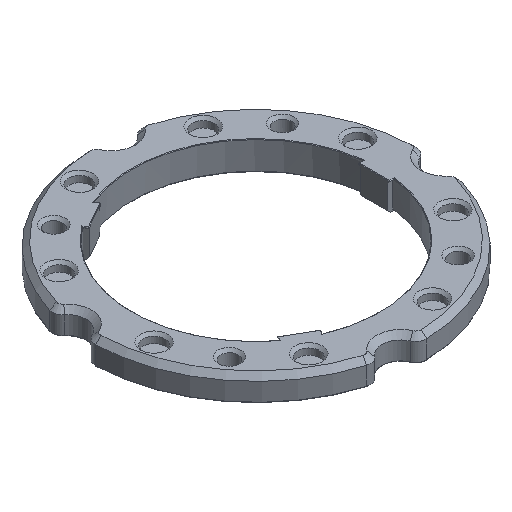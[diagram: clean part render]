
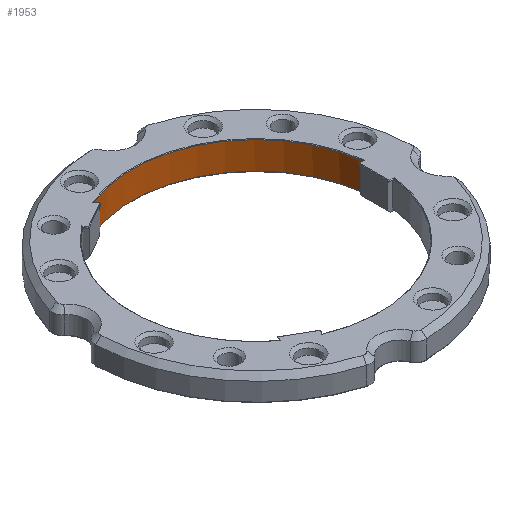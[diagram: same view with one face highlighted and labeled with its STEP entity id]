
A CAD part, isometric view. The second image highlights one B-rep face of the part: STEP entity #1953.
In plain terms, the highlighted cylindrical face has radius 23.2 mm (diameter 46.4 mm), a partial arc.
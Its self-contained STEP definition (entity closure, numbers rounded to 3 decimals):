
#29=ELLIPSE('',#2170,32.81,23.2);
#30=ELLIPSE('',#2171,32.81,23.2);
#39=B_SPLINE_CURVE_WITH_KNOTS('',3,(#3284,#3285,#3286,#3287,#3288,#3289,
#3290,#3291),.UNSPECIFIED.,.F.,.F.,(4,2,2,4),(0.03,0.034,
0.038,0.038),.UNSPECIFIED.);
#41=B_SPLINE_CURVE_WITH_KNOTS('',3,(#3405,#3406,#3407,#3408,#3409,#3410,
#3411,#3412),.UNSPECIFIED.,.F.,.F.,(4,2,2,4),(0.023,0.023,
0.026,0.03),.UNSPECIFIED.);
#79=CYLINDRICAL_SURFACE('',#2169,23.2);
#194=FACE_OUTER_BOUND('',#331,.T.);
#331=EDGE_LOOP('',(#1531,#1532,#1533,#1534,#1535,#1536,#1537,#1538));
#445=LINE('',#3320,#562);
#480=LINE('',#3463,#597);
#562=VECTOR('',#2537,10.);
#597=VECTOR('',#2622,10.);
#709=CIRCLE('',#2126,23.2);
#718=CIRCLE('',#2167,23.2);
#864=VERTEX_POINT('',#3246);
#865=VERTEX_POINT('',#3261);
#868=VERTEX_POINT('',#3282);
#878=VERTEX_POINT('',#3315);
#879=VERTEX_POINT('',#3319);
#907=VERTEX_POINT('',#3404);
#914=VERTEX_POINT('',#3460);
#915=VERTEX_POINT('',#3462);
#1067=EDGE_CURVE('',#865,#864,#709,.T.);
#1071=EDGE_CURVE('',#865,#868,#39,.T.);
#1084=EDGE_CURVE('',#878,#879,#445,.T.);
#1122=EDGE_CURVE('',#864,#907,#41,.F.);
#1136=EDGE_CURVE('',#915,#914,#480,.F.);
#1147=EDGE_CURVE('',#915,#878,#718,.F.);
#1149=EDGE_CURVE('',#868,#879,#29,.T.);
#1150=EDGE_CURVE('',#914,#907,#30,.T.);
#1531=ORIENTED_EDGE('',*,*,#1067,.F.);
#1532=ORIENTED_EDGE('',*,*,#1071,.T.);
#1533=ORIENTED_EDGE('',*,*,#1149,.T.);
#1534=ORIENTED_EDGE('',*,*,#1084,.F.);
#1535=ORIENTED_EDGE('',*,*,#1147,.F.);
#1536=ORIENTED_EDGE('',*,*,#1136,.T.);
#1537=ORIENTED_EDGE('',*,*,#1150,.T.);
#1538=ORIENTED_EDGE('',*,*,#1122,.F.);
#1953=ADVANCED_FACE('',(#194),#79,.F.);
#2126=AXIS2_PLACEMENT_3D('',#3276,#2510,#2511);
#2167=AXIS2_PLACEMENT_3D('',#3486,#2643,#2644);
#2169=AXIS2_PLACEMENT_3D('',#3488,#2647,#2648);
#2170=AXIS2_PLACEMENT_3D('',#3489,#2649,#2650);
#2171=AXIS2_PLACEMENT_3D('',#3490,#2651,#2652);
#2510=DIRECTION('center_axis',(0.,0.,
-1.));
#2511=DIRECTION('ref_axis',(0.5,0.866,0.));
#2537=DIRECTION('',(0.,0.,1.));
#2622=DIRECTION('',(0.,0.,-1.));
#2643=DIRECTION('center_axis',(0.,0.,-1.));
#2644=DIRECTION('ref_axis',(-1.,0.,0.));
#2647=DIRECTION('center_axis',(0.,0.,-1.));
#2648=DIRECTION('ref_axis',(-1.,0.,0.));
#2649=DIRECTION('center_axis',(-0.612,-0.354,0.707));
#2650=DIRECTION('ref_axis',(-0.612,-0.354,-0.707));
#2651=DIRECTION('center_axis',(0.,-0.707,0.707));
#2652=DIRECTION('ref_axis',(0.,0.707,0.707));
#3246=CARTESIAN_POINT('',(23.014,2.93,17.03));
#3261=CARTESIAN_POINT('',(-8.969,21.396,17.03));
#3276=CARTESIAN_POINT('Origin',(0.,0.,
17.03));
#3282=CARTESIAN_POINT('',(-8.997,21.385,16.959));
#3284=CARTESIAN_POINT('Ctrl Pts',(-8.969,21.396,17.03));
#3285=CARTESIAN_POINT('Ctrl Pts',(-8.969,21.396,17.017));
#3286=CARTESIAN_POINT('Ctrl Pts',(-8.972,21.395,17.004));
#3287=CARTESIAN_POINT('Ctrl Pts',(-8.981,21.391,16.979));
#3288=CARTESIAN_POINT('Ctrl Pts',(-8.988,21.388,16.968));
#3289=CARTESIAN_POINT('Ctrl Pts',(-8.997,21.385,16.959));
#3290=CARTESIAN_POINT('Ctrl Pts',(-8.997,21.385,16.959));
#3291=CARTESIAN_POINT('Ctrl Pts',(-8.997,21.385,16.959));
#3315=CARTESIAN_POINT('',(-9.294,21.257,11.936));
#3319=CARTESIAN_POINT('',(-9.294,21.257,16.638));
#3320=CARTESIAN_POINT('',(-9.294,21.257,17.13));
#3404=CARTESIAN_POINT('',(23.018,2.901,16.959));
#3405=CARTESIAN_POINT('Ctrl Pts',(23.018,2.901,16.959));
#3406=CARTESIAN_POINT('Ctrl Pts',(23.018,2.901,16.959));
#3407=CARTESIAN_POINT('Ctrl Pts',(23.018,2.901,16.959));
#3408=CARTESIAN_POINT('Ctrl Pts',(23.017,2.91,16.968));
#3409=CARTESIAN_POINT('Ctrl Pts',(23.016,2.918,16.979));
#3410=CARTESIAN_POINT('Ctrl Pts',(23.015,2.928,17.004));
#3411=CARTESIAN_POINT('Ctrl Pts',(23.014,2.93,17.017));
#3412=CARTESIAN_POINT('Ctrl Pts',(23.014,2.93,17.03));
#3460=CARTESIAN_POINT('',(23.056,2.58,16.638));
#3462=CARTESIAN_POINT('',(23.056,2.58,11.936));
#3463=CARTESIAN_POINT('',(23.056,2.58,17.13));
#3486=CARTESIAN_POINT('Origin',(0.,0.,
11.936));
#3488=CARTESIAN_POINT('Origin',(0.,0.,
17.13));
#3489=CARTESIAN_POINT('Origin',(0.,0.,
14.058));
#3490=CARTESIAN_POINT('Origin',(0.,0.,
14.058));
